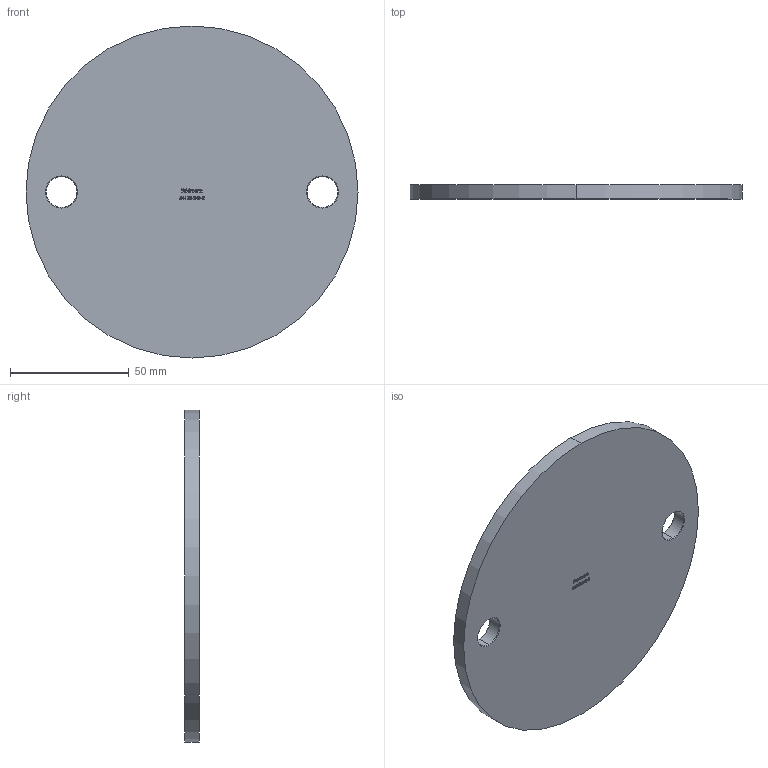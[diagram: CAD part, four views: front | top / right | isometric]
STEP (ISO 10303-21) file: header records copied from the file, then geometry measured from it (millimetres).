
FILE_DESCRIPTION (( 'STEP AP203' ), '1' );
FILE_NAME ('54118-240-R.step', '2020-10-21T11:01:10', ( '' ), ( '' ), 'SwSTEP 2.0', 'SolidWorks 2018', '' );
FILE_SCHEMA (( 'CONFIG_CONTROL_DESIGN' ));
Length unit declared in the file: millimetre
Products named in the file (2): 54118-240-R
Bounding box: 140 x 6 x 140 mm (x, y, z)
Volume: 90764.3 mm3; surface area: 33372.2 mm2
Topology: 1 solids, 1 shells, 260 faces, 682 edges, 452 vertices
Faces by surface type: plane 153, bspline 93, cone 8, cylinder 6
Entity records: 13103 total; most frequent: CARTESIAN_POINT 7145, ORIENTED_EDGE 1364, DIRECTION 854, EDGE_CURVE 682, VECTOR 476, LINE 476, VERTEX_POINT 452, EDGE_LOOP 292
